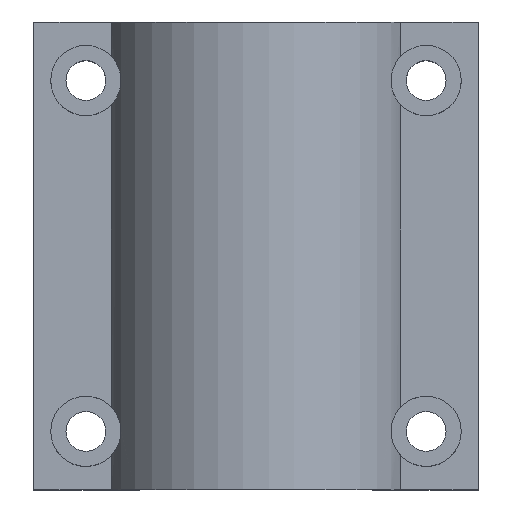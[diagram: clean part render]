
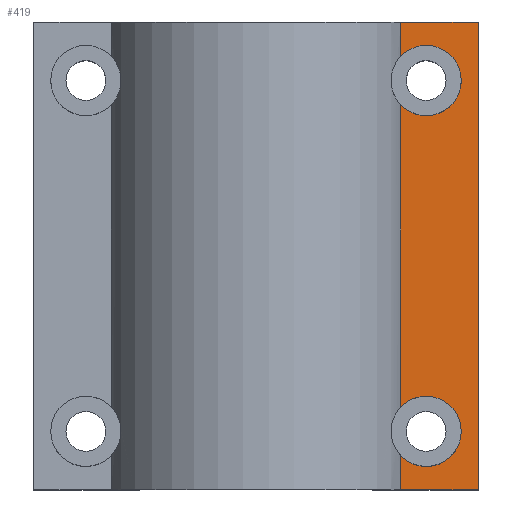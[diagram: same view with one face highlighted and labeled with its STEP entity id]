
A CAD part, top view. The second image highlights one B-rep face of the part: STEP entity #419.
In plain terms, the highlighted planar face has unit normal (0, 0, 1).
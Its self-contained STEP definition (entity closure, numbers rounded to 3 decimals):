
#32=PLANE('',#469);
#51=FACE_OUTER_BOUND('',#77,.T.);
#77=EDGE_LOOP('',(#339,#340,#341,#342,#343,#344,#345,#346,#347,#348));
#99=LINE('',#645,#131);
#111=LINE('',#706,#143);
#112=LINE('',#728,#144);
#113=LINE('',#750,#145);
#116=LINE('',#772,#148);
#117=LINE('',#773,#149);
#131=VECTOR('',#525,10.);
#143=VECTOR('',#549,10.);
#144=VECTOR('',#550,10.);
#145=VECTOR('',#551,10.);
#148=VECTOR('',#564,10.);
#149=VECTOR('',#565,10.);
#171=CIRCLE('',#470,3.);
#172=CIRCLE('',#471,3.);
#173=CIRCLE('',#472,3.);
#174=CIRCLE('',#473,3.);
#190=VERTEX_POINT('',#642);
#191=VERTEX_POINT('',#644);
#204=VERTEX_POINT('',#705);
#205=VERTEX_POINT('',#707);
#206=VERTEX_POINT('',#727);
#207=VERTEX_POINT('',#729);
#208=VERTEX_POINT('',#749);
#212=VERTEX_POINT('',#771);
#213=VERTEX_POINT('',#774);
#214=VERTEX_POINT('',#777);
#234=EDGE_CURVE('',#191,#190,#99,.T.);
#251=EDGE_CURVE('',#204,#191,#111,.T.);
#253=EDGE_CURVE('',#206,#205,#112,.T.);
#255=EDGE_CURVE('',#208,#207,#113,.T.);
#262=EDGE_CURVE('',#190,#212,#116,.T.);
#263=EDGE_CURVE('',#212,#208,#117,.T.);
#264=EDGE_CURVE('',#207,#213,#171,.T.);
#265=EDGE_CURVE('',#213,#206,#172,.T.);
#266=EDGE_CURVE('',#205,#214,#173,.T.);
#267=EDGE_CURVE('',#214,#204,#174,.T.);
#339=ORIENTED_EDGE('',*,*,#251,.T.);
#340=ORIENTED_EDGE('',*,*,#234,.T.);
#341=ORIENTED_EDGE('',*,*,#262,.T.);
#342=ORIENTED_EDGE('',*,*,#263,.T.);
#343=ORIENTED_EDGE('',*,*,#255,.T.);
#344=ORIENTED_EDGE('',*,*,#264,.T.);
#345=ORIENTED_EDGE('',*,*,#265,.T.);
#346=ORIENTED_EDGE('',*,*,#253,.T.);
#347=ORIENTED_EDGE('',*,*,#266,.T.);
#348=ORIENTED_EDGE('',*,*,#267,.T.);
#419=ADVANCED_FACE('',(#51),#32,.T.);
#469=AXIS2_PLACEMENT_3D('',#770,#562,#563);
#470=AXIS2_PLACEMENT_3D('',#775,#566,#567);
#471=AXIS2_PLACEMENT_3D('',#776,#568,#569);
#472=AXIS2_PLACEMENT_3D('',#778,#570,#571);
#473=AXIS2_PLACEMENT_3D('',#779,#572,#573);
#525=DIRECTION('',(1.,0.,0.));
#549=DIRECTION('',(0.,-1.,0.));
#550=DIRECTION('',(0.,-1.,0.));
#551=DIRECTION('',(0.,-1.,0.));
#562=DIRECTION('center_axis',(0.,0.,1.));
#563=DIRECTION('ref_axis',(1.,0.,0.));
#564=DIRECTION('',(0.,1.,0.));
#565=DIRECTION('',(-1.,0.,0.));
#566=DIRECTION('center_axis',(0.,0.,-1.));
#567=DIRECTION('ref_axis',(-1.,0.,0.));
#568=DIRECTION('center_axis',(0.,0.,-1.));
#569=DIRECTION('ref_axis',(-1.,0.,0.));
#570=DIRECTION('center_axis',(0.,0.,-1.));
#571=DIRECTION('ref_axis',(-1.,0.,0.));
#572=DIRECTION('center_axis',(0.,0.,-1.));
#573=DIRECTION('ref_axis',(-1.,0.,0.));
#642=CARTESIAN_POINT('',(38.,0.,4.));
#644=CARTESIAN_POINT('',(31.369,0.,4.));
#645=CARTESIAN_POINT('',(0.,0.,4.));
#705=CARTESIAN_POINT('',(31.369,2.94,4.));
#706=CARTESIAN_POINT('',(31.369,0.,4.));
#707=CARTESIAN_POINT('',(31.369,7.06,4.));
#727=CARTESIAN_POINT('',(31.369,32.94,4.));
#728=CARTESIAN_POINT('',(31.369,0.,4.));
#729=CARTESIAN_POINT('',(31.369,37.06,4.));
#749=CARTESIAN_POINT('',(31.369,40.,4.));
#750=CARTESIAN_POINT('',(31.369,0.,4.));
#770=CARTESIAN_POINT('Origin',(19.,20.,4.));
#771=CARTESIAN_POINT('',(38.,40.,4.));
#772=CARTESIAN_POINT('',(38.,0.,4.));
#773=CARTESIAN_POINT('',(38.,40.,4.));
#774=CARTESIAN_POINT('',(36.55,35.,4.));
#775=CARTESIAN_POINT('Origin',(33.55,35.,4.));
#776=CARTESIAN_POINT('Origin',(33.55,35.,4.));
#777=CARTESIAN_POINT('',(36.55,5.,4.));
#778=CARTESIAN_POINT('Origin',(33.55,5.,4.));
#779=CARTESIAN_POINT('Origin',(33.55,5.,4.));
